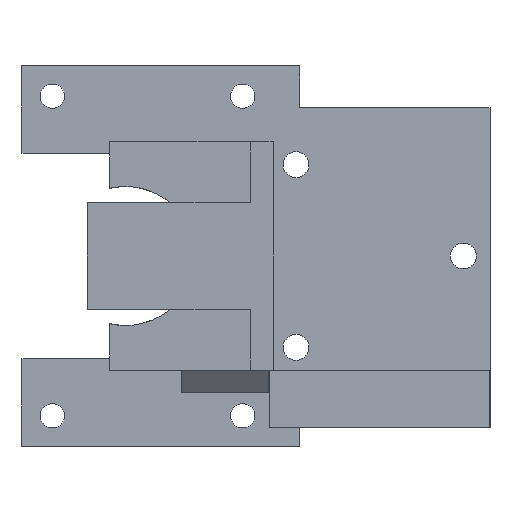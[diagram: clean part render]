
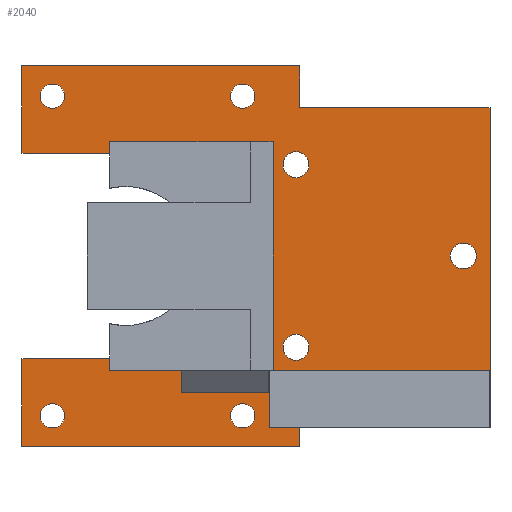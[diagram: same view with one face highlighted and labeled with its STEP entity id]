
A CAD part, left-side view. The second image highlights one B-rep face of the part: STEP entity #2040.
In plain terms, the highlighted planar face has unit normal (-1, 0, 0).
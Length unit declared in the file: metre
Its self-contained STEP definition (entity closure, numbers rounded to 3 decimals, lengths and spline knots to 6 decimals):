
#201=LINE('',#3289,#383);
#204=LINE('',#3295,#386);
#207=LINE('',#3301,#389);
#210=LINE('',#3307,#392);
#213=LINE('',#3313,#395);
#215=LINE('',#3322,#397);
#218=LINE('',#3332,#400);
#220=LINE('',#3341,#402);
#223=LINE('',#3347,#405);
#226=LINE('',#3353,#408);
#229=LINE('',#3374,#411);
#383=VECTOR('',#2686,1.);
#386=VECTOR('',#2691,1.);
#389=VECTOR('',#2696,1.);
#392=VECTOR('',#2701,1.);
#395=VECTOR('',#2706,1.);
#397=VECTOR('',#2710,1.);
#400=VECTOR('',#2719,1.);
#402=VECTOR('',#2723,1.);
#405=VECTOR('',#2728,1.);
#408=VECTOR('',#2733,1.);
#411=VECTOR('',#2756,1.);
#841=ORIENTED_EDGE('',*,*,#1165,.T.);
#842=ORIENTED_EDGE('',*,*,#1166,.T.);
#843=ORIENTED_EDGE('',*,*,#1167,.T.);
#844=ORIENTED_EDGE('',*,*,#1168,.T.);
#845=ORIENTED_EDGE('',*,*,#1158,.F.);
#846=ORIENTED_EDGE('',*,*,#1156,.F.);
#847=ORIENTED_EDGE('',*,*,#1154,.F.);
#848=ORIENTED_EDGE('',*,*,#1117,.T.);
#849=ORIENTED_EDGE('',*,*,#1159,.T.);
#850=ORIENTED_EDGE('',*,*,#1150,.F.);
#851=ORIENTED_EDGE('',*,*,#1147,.T.);
#852=ORIENTED_EDGE('',*,*,#1144,.F.);
#853=ORIENTED_EDGE('',*,*,#1141,.T.);
#854=ORIENTED_EDGE('',*,*,#1136,.F.);
#855=ORIENTED_EDGE('',*,*,#1133,.F.);
#856=ORIENTED_EDGE('',*,*,#1130,.T.);
#857=ORIENTED_EDGE('',*,*,#1127,.F.);
#858=ORIENTED_EDGE('',*,*,#1124,.F.);
#859=ORIENTED_EDGE('',*,*,#1121,.F.);
#1117=EDGE_CURVE('',#1332,#1333,#1439,.T.);
#1121=EDGE_CURVE('',#1332,#1336,#201,.T.);
#1124=EDGE_CURVE('',#1336,#1338,#204,.T.);
#1127=EDGE_CURVE('',#1338,#1340,#207,.T.);
#1130=EDGE_CURVE('',#1342,#1340,#210,.T.);
#1133=EDGE_CURVE('',#1342,#1344,#213,.T.);
#1136=EDGE_CURVE('',#1344,#1346,#215,.T.);
#1141=EDGE_CURVE('',#1350,#1346,#218,.T.);
#1144=EDGE_CURVE('',#1350,#1352,#220,.T.);
#1147=EDGE_CURVE('',#1354,#1352,#223,.T.);
#1150=EDGE_CURVE('',#1354,#1356,#226,.T.);
#1154=EDGE_CURVE('',#1359,#1359,#1444,.T.);
#1156=EDGE_CURVE('',#1361,#1361,#1446,.T.);
#1158=EDGE_CURVE('',#1363,#1363,#1448,.T.);
#1159=EDGE_CURVE('',#1333,#1356,#229,.T.);
#1165=EDGE_CURVE('',#1368,#1368,#1453,.T.);
#1166=EDGE_CURVE('',#1369,#1369,#1454,.T.);
#1167=EDGE_CURVE('',#1370,#1370,#1455,.T.);
#1168=EDGE_CURVE('',#1371,#1371,#1456,.T.);
#1332=VERTEX_POINT('',#3281);
#1333=VERTEX_POINT('',#3282);
#1336=VERTEX_POINT('',#3290);
#1338=VERTEX_POINT('',#3296);
#1340=VERTEX_POINT('',#3302);
#1342=VERTEX_POINT('',#3308);
#1344=VERTEX_POINT('',#3314);
#1346=VERTEX_POINT('',#3323);
#1350=VERTEX_POINT('',#3333);
#1352=VERTEX_POINT('',#3342);
#1354=VERTEX_POINT('',#3348);
#1356=VERTEX_POINT('',#3354);
#1359=VERTEX_POINT('',#3362);
#1361=VERTEX_POINT('',#3367);
#1363=VERTEX_POINT('',#3372);
#1368=VERTEX_POINT('',#3387);
#1369=VERTEX_POINT('',#3389);
#1370=VERTEX_POINT('',#3391);
#1371=VERTEX_POINT('',#3393);
#1439=CIRCLE('',#2249,0.0135);
#1444=CIRCLE('',#2265,0.0017);
#1446=CIRCLE('',#2268,0.0017);
#1448=CIRCLE('',#2271,0.0017);
#1453=CIRCLE('',#2279,0.0016);
#1454=CIRCLE('',#2280,0.0016);
#1455=CIRCLE('',#2281,0.0016);
#1456=CIRCLE('',#2282,0.0016);
#1616=EDGE_LOOP('',(#841));
#1617=EDGE_LOOP('',(#842));
#1618=EDGE_LOOP('',(#843));
#1619=EDGE_LOOP('',(#844));
#1620=EDGE_LOOP('',(#845));
#1621=EDGE_LOOP('',(#846));
#1622=EDGE_LOOP('',(#847));
#1623=EDGE_LOOP('',(#848,#849,#850,#851,#852,#853,#854,#855,#856,#857,#858,
#859));
#1816=FACE_BOUND('',#1616,.T.);
#1817=FACE_BOUND('',#1617,.T.);
#1818=FACE_BOUND('',#1618,.T.);
#1819=FACE_BOUND('',#1619,.T.);
#1820=FACE_BOUND('',#1620,.T.);
#1821=FACE_BOUND('',#1621,.T.);
#1822=FACE_BOUND('',#1622,.T.);
#1823=FACE_BOUND('',#1623,.T.);
#1941=PLANE('',#2278);
#2040=ADVANCED_FACE('',(#1816,#1817,#1818,#1819,#1820,#1821,#1822,#1823),
#1941,.F.);
#2249=AXIS2_PLACEMENT_3D('',#3280,#2678,#2679);
#2265=AXIS2_PLACEMENT_3D('',#3361,#2740,#2741);
#2268=AXIS2_PLACEMENT_3D('',#3366,#2746,#2747);
#2271=AXIS2_PLACEMENT_3D('',#3371,#2752,#2753);
#2278=AXIS2_PLACEMENT_3D('',#3385,#2768,#2769);
#2279=AXIS2_PLACEMENT_3D('',#3386,#2770,#2771);
#2280=AXIS2_PLACEMENT_3D('',#3388,#2772,#2773);
#2281=AXIS2_PLACEMENT_3D('',#3390,#2774,#2775);
#2282=AXIS2_PLACEMENT_3D('',#3392,#2776,#2777);
#2678=DIRECTION('',(1.,0.,0.));
#2679=DIRECTION('',(0.,0.,-1.));
#2686=DIRECTION('',(0.,1.,0.));
#2691=DIRECTION('',(0.,0.,1.));
#2696=DIRECTION('',(0.,-1.,0.));
#2701=DIRECTION('',(0.,0.,1.));
#2706=DIRECTION('',(0.,-1.,0.));
#2710=DIRECTION('',(0.,0.,-1.));
#2719=DIRECTION('',(0.,-1.,0.));
#2723=DIRECTION('',(0.,0.,-1.));
#2728=DIRECTION('',(0.,-1.,0.));
#2733=DIRECTION('',(0.,0.,1.));
#2740=DIRECTION('',(-1.,0.,0.));
#2741=DIRECTION('',(0.,1.,0.));
#2746=DIRECTION('',(-1.,0.,0.));
#2747=DIRECTION('',(0.,1.,0.));
#2752=DIRECTION('',(-1.,0.,0.));
#2753=DIRECTION('',(0.,1.,0.));
#2756=DIRECTION('',(0.,1.,0.));
#2768=DIRECTION('',(1.,0.,0.));
#2769=DIRECTION('',(0.,1.,0.));
#2770=DIRECTION('',(1.,0.,0.));
#2771=DIRECTION('',(0.,0.,-1.));
#2772=DIRECTION('',(1.,0.,0.));
#2773=DIRECTION('',(0.,0.,-1.));
#2774=DIRECTION('',(1.,0.,0.));
#2775=DIRECTION('',(0.,0.,-1.));
#2776=DIRECTION('',(1.,0.,0.));
#2777=DIRECTION('',(0.,0.,-1.));
#3280=CARTESIAN_POINT('',(0.064874,0.048,0.004438));
#3281=CARTESIAN_POINT('',(0.064874,0.048,0.017938));
#3282=CARTESIAN_POINT('',(0.064874,0.048,-0.009062));
#3289=CARTESIAN_POINT('',(0.064874,0.05475,0.017938));
#3290=CARTESIAN_POINT('',(0.064874,0.0615,0.017938));
#3295=CARTESIAN_POINT('',(0.064874,0.0615,0.004438));
#3296=CARTESIAN_POINT('',(0.064874,0.0615,0.029437));
#3301=CARTESIAN_POINT('',(0.064874,0.04325,0.029437));
#3302=CARTESIAN_POINT('',(0.064874,0.025,0.029437));
#3307=CARTESIAN_POINT('',(0.064874,0.025,0.026687));
#3308=CARTESIAN_POINT('',(0.064874,0.025,0.023937));
#3313=CARTESIAN_POINT('',(0.064874,0.0615,0.023937));
#3314=CARTESIAN_POINT('',(0.064874,0.,0.023937));
#3322=CARTESIAN_POINT('',(0.064874,0.,0.023937));
#3323=CARTESIAN_POINT('',(0.064874,0.,-0.011161));
#3332=CARTESIAN_POINT('',(0.064874,0.0015,-0.011161));
#3333=CARTESIAN_POINT('',(0.064874,0.025,-0.011161));
#3341=CARTESIAN_POINT('',(0.064874,0.025,-0.005311));
#3342=CARTESIAN_POINT('',(0.064874,0.025,-0.02056));
#3347=CARTESIAN_POINT('',(0.064874,0.04325,-0.02056));
#3348=CARTESIAN_POINT('',(0.064874,0.0615,-0.02056));
#3353=CARTESIAN_POINT('',(0.064874,0.0615,-0.01506));
#3354=CARTESIAN_POINT('',(0.064874,0.0615,-0.009062));
#3361=CARTESIAN_POINT('',(0.064874,0.0035,0.004438));
#3362=CARTESIAN_POINT('',(0.064874,0.0052,0.004438));
#3366=CARTESIAN_POINT('',(0.064874,0.0255,-0.007562));
#3367=CARTESIAN_POINT('',(0.064874,0.0272,-0.007562));
#3371=CARTESIAN_POINT('',(0.064874,0.0255,0.016438));
#3372=CARTESIAN_POINT('',(0.064874,0.0272,0.016438));
#3374=CARTESIAN_POINT('',(0.064874,0.05475,-0.009062));
#3385=CARTESIAN_POINT('',(0.064874,0.03075,0.004438));
#3386=CARTESIAN_POINT('',(0.064874,0.0325,0.025437));
#3387=CARTESIAN_POINT('',(0.064874,0.0325,0.023837));
#3388=CARTESIAN_POINT('',(0.064874,0.0575,-0.01656));
#3389=CARTESIAN_POINT('',(0.064874,0.0575,-0.01816));
#3390=CARTESIAN_POINT('',(0.064874,0.0325,-0.01656));
#3391=CARTESIAN_POINT('',(0.064874,0.0325,-0.01816));
#3392=CARTESIAN_POINT('',(0.064874,0.0575,0.025437));
#3393=CARTESIAN_POINT('',(0.064874,0.0575,0.023837));
